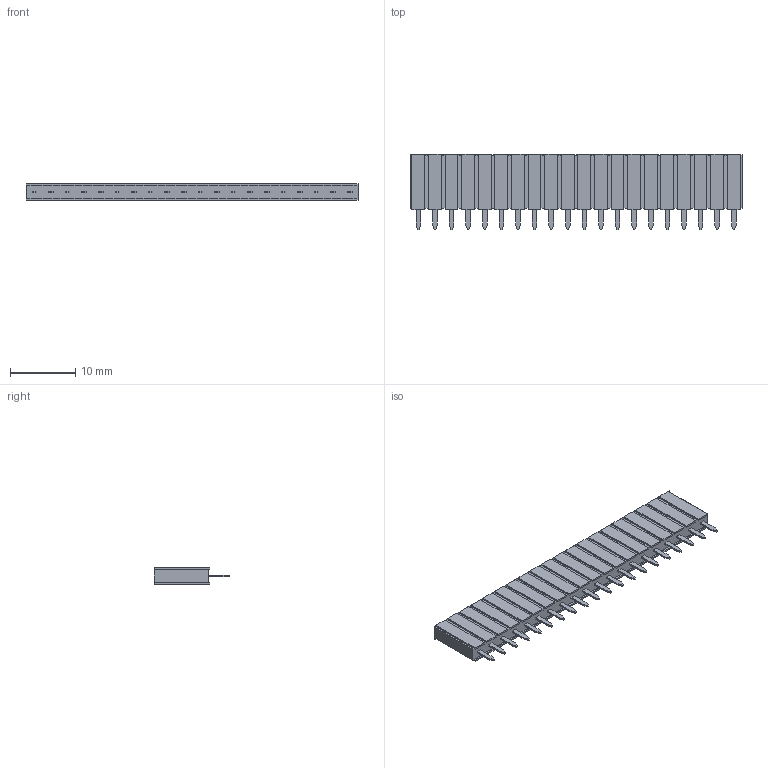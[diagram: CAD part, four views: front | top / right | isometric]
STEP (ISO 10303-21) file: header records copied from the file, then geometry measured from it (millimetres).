
FILE_DESCRIPTION(/* description */ (''),/* implementation_level */ '2;1');
FILE_NAME(/* name */ 'FHU-1x20.step',/* time_stamp */ '2022-02-09T09:48:47+09:00',/* author */ (''),/* organization */ (''),/* preprocessor_version */ 'ST-DEVELOPER v18.1',/* originating_system */ 'Autodesk Translation Framework v10.13.0.1454',/* authorisation */ '');
FILE_SCHEMA (('AUTOMOTIVE_DESIGN { 1 0 10303 214 3 1 1 }'));
Length unit declared in the file: millimetre
Products named in the file (1): FHUシリーズ
Bounding box: 50.8 x 11.5 x 2.5 mm (x, y, z)
Volume: 874 mm3; surface area: 2009.4 mm2
Topology: 21 solids, 21 shells, 710 faces, 1784 edges, 1136 vertices
Faces by surface type: plane 710
Entity records: 20595 total; most frequent: CARTESIAN_POINT 3631, ORIENTED_EDGE 3568, DIRECTION 3206, LINE 1784, VECTOR 1784, EDGE_CURVE 1784, VERTEX_POINT 1136, EDGE_LOOP 730
